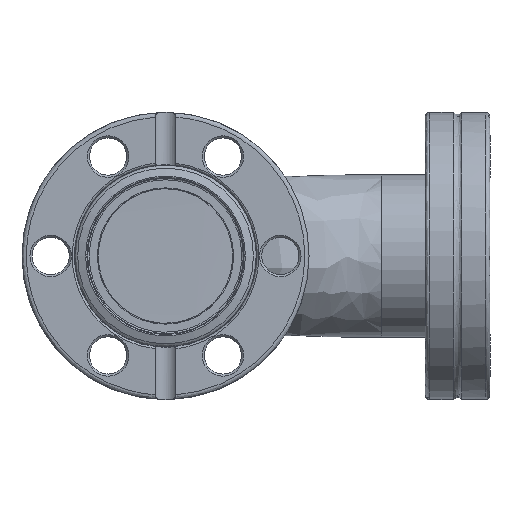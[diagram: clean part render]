
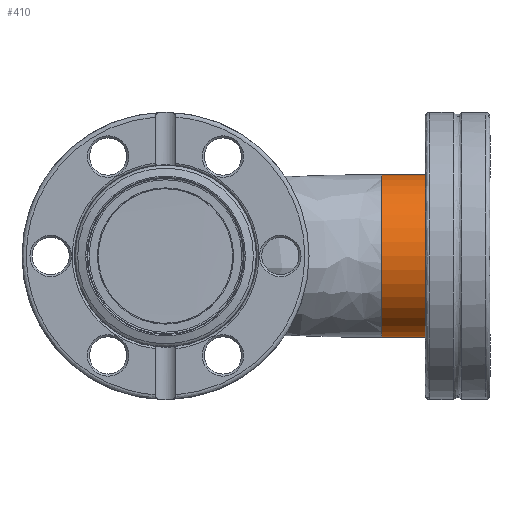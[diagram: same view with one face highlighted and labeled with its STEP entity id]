
A CAD part, left-side view. The second image highlights one B-rep face of the part: STEP entity #410.
In plain terms, the highlighted cylindrical face has radius 9.525 mm (diameter 19.05 mm), a full revolution.
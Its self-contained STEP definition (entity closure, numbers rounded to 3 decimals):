
#36 = CIRCLE ( 'NONE', #2020, 9.525 ) ;
#349 = DIRECTION ( 'NONE',  ( 1., 0., 0. ) ) ;
#406 = DIRECTION ( 'NONE',  ( 1., 0., 0. ) ) ;
#410 = ADVANCED_FACE ( 'NONE', ( #1427, #521 ), #1819, .T. ) ;
#440 = DIRECTION ( 'NONE',  ( 0., 0., -1. ) ) ;
#521 = FACE_OUTER_BOUND ( 'NONE', #2343, .T. ) ;
#1384 = AXIS2_PLACEMENT_3D ( 'NONE', #4096, #3101, #2092 ) ;
#1427 = FACE_OUTER_BOUND ( 'NONE', #1907, .T. ) ;
#1819 = CYLINDRICAL_SURFACE ( 'NONE', #1384, 9.525 ) ;
#1907 = EDGE_LOOP ( 'NONE', ( #2377 ) ) ;
#2020 = AXIS2_PLACEMENT_3D ( 'NONE', #3073, #349, #3119 ) ;
#2043 = CARTESIAN_POINT ( 'NONE',  ( 6.634, 0., -9.525 ) ) ;
#2073 = CARTESIAN_POINT ( 'NONE',  ( 12.04, 0., -9.525 ) ) ;
#2092 = DIRECTION ( 'NONE',  ( 0., 0., -1. ) ) ;
#2343 = EDGE_LOOP ( 'NONE', ( #3039 ) ) ;
#2377 = ORIENTED_EDGE ( 'NONE', *, *, #3048, .F. ) ;
#2503 = CARTESIAN_POINT ( 'NONE',  ( 12.04, 0., 0. ) ) ;
#2551 = VERTEX_POINT ( 'NONE', #2043 ) ;
#2597 = VERTEX_POINT ( 'NONE', #2073 ) ;
#2674 = EDGE_CURVE ( 'NONE', #2551, #2551, #36, .T. ) ;
#3039 = ORIENTED_EDGE ( 'NONE', *, *, #2674, .T. ) ;
#3048 = EDGE_CURVE ( 'NONE', #2597, #2597, #3690, .T. ) ;
#3073 = CARTESIAN_POINT ( 'NONE',  ( 6.634, 0., 0. ) ) ;
#3101 = DIRECTION ( 'NONE',  ( 1., 0., 0. ) ) ;
#3119 = DIRECTION ( 'NONE',  ( 0., 0., -1. ) ) ;
#3276 = AXIS2_PLACEMENT_3D ( 'NONE', #2503, #406, #440 ) ;
#3690 = CIRCLE ( 'NONE', #3276, 9.525 ) ;
#4096 = CARTESIAN_POINT ( 'NONE',  ( 9.337, 0., 0. ) ) ;
